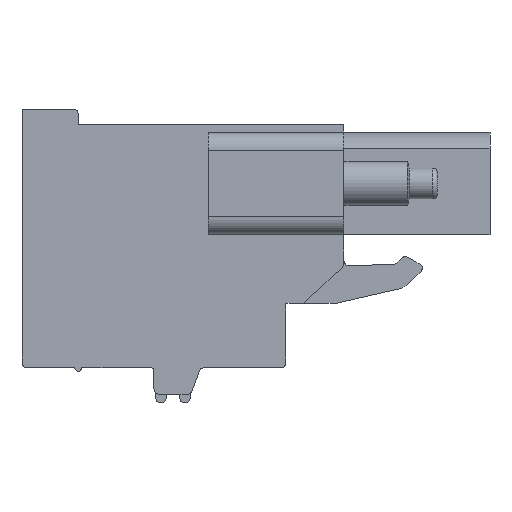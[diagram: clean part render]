
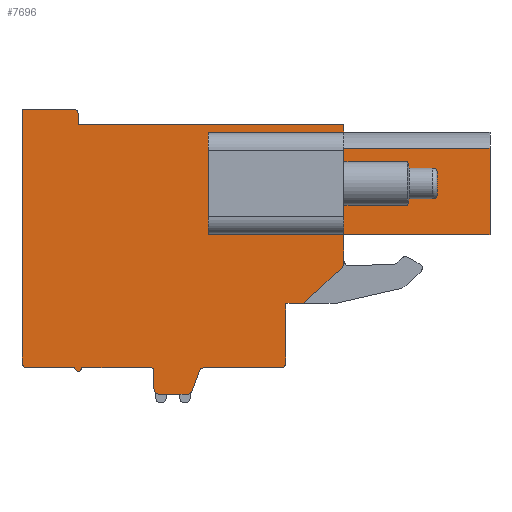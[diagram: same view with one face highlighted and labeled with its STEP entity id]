
A CAD part, left-side view. The second image highlights one B-rep face of the part: STEP entity #7696.
In plain terms, the highlighted planar face has unit normal (-1, 0, 0).
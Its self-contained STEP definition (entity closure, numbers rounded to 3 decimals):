
#1=DIRECTION('',(0.,0.,-1.));
#2=VECTOR('',#1,1.325);
#3=CARTESIAN_POINT('',(0.,-5.66,6.96));
#4=LINE('',#3,#2);
#5=DIRECTION('',(0.,1.,0.));
#6=VECTOR('',#5,8.3);
#7=CARTESIAN_POINT('',(0.,-13.96,5.635));
#8=LINE('',#7,#6);
#9=DIRECTION('',(0.,1.,0.));
#10=VECTOR('',#9,8.3);
#11=CARTESIAN_POINT('',(0.,-13.96,0.73));
#12=LINE('',#11,#10);
#13=DIRECTION('',(0.,0.,-1.));
#14=VECTOR('',#13,1.64);
#15=CARTESIAN_POINT('',(0.,-5.66,0.73));
#16=LINE('',#15,#14);
#17=CARTESIAN_POINT('',(0.,-5.36,-0.91));
#18=DIRECTION('',(1.,0.,0.));
#19=DIRECTION('',(0.,-1.,0.));
#20=AXIS2_PLACEMENT_3D('',#17,#18,#19);
#22=DIRECTION('',(0.,0.731,-0.683));
#23=VECTOR('',#22,3.018);
#24=CARTESIAN_POINT('',(0.,-5.565,-1.129));
#25=LINE('',#24,#23);
#26=DIRECTION('',(0.,1.,0.));
#27=VECTOR('',#26,1.);
#28=CARTESIAN_POINT('',(0.,-3.36,-3.19));
#29=LINE('',#28,#27);
#30=DIRECTION('',(0.,0.,-1.));
#31=VECTOR('',#30,0.5);
#32=CARTESIAN_POINT('',(0.,-2.36,-3.19));
#33=LINE('',#32,#31);
#34=DIRECTION('',(0.,0.,-1.));
#35=VECTOR('',#34,2.35);
#36=CARTESIAN_POINT('',(0.,-2.36,-3.69));
#37=LINE('',#36,#35);
#38=DIRECTION('',(0.,0.,-1.));
#39=VECTOR('',#38,0.5);
#40=CARTESIAN_POINT('',(0.,-2.36,-6.04));
#41=LINE('',#40,#39);
#42=CARTESIAN_POINT('',(0.,-2.06,-6.54));
#43=DIRECTION('',(1.,0.,0.));
#44=DIRECTION('',(0.,-1.,0.));
#45=AXIS2_PLACEMENT_3D('',#42,#43,#44);
#47=DIRECTION('',(0.,1.,0.));
#48=VECTOR('',#47,4.34);
#49=CARTESIAN_POINT('',(0.,-2.06,-6.84));
#50=LINE('',#49,#48);
#51=CARTESIAN_POINT('',(0.,2.28,-7.14));
#52=DIRECTION('',(-1.,0.,0.));
#53=DIRECTION('',(0.,0.,1.));
#54=AXIS2_PLACEMENT_3D('',#51,#52,#53);
#56=DIRECTION('',(0.,0.345,-0.939));
#57=VECTOR('',#56,1.179);
#58=CARTESIAN_POINT('',(0.,2.562,-7.037));
#59=LINE('',#58,#57);
#60=CARTESIAN_POINT('',(0.,3.25,-8.04));
#61=DIRECTION('',(1.,0.,0.));
#62=DIRECTION('',(0.,-0.939,-0.345));
#63=AXIS2_PLACEMENT_3D('',#60,#61,#62);
#65=DIRECTION('',(0.,1.,0.));
#66=VECTOR('',#65,1.59);
#67=CARTESIAN_POINT('',(0.,3.25,-8.34));
#68=LINE('',#67,#66);
#69=CARTESIAN_POINT('',(0.,4.84,-8.04));
#70=DIRECTION('',(1.,0.,0.));
#71=DIRECTION('',(0.,0.,-1.));
#72=AXIS2_PLACEMENT_3D('',#69,#70,#71);
#74=DIRECTION('',(0.,0.,1.));
#75=VECTOR('',#74,1.);
#76=CARTESIAN_POINT('',(0.,5.14,-8.04));
#77=LINE('',#76,#75);
#78=CARTESIAN_POINT('',(0.,5.34,-7.04));
#79=DIRECTION('',(-1.,0.,0.));
#80=DIRECTION('',(0.,-1.,0.));
#81=AXIS2_PLACEMENT_3D('',#78,#79,#80);
#83=DIRECTION('',(0.,1.,0.));
#84=VECTOR('',#83,3.9);
#85=CARTESIAN_POINT('',(0.,5.34,-6.84));
#86=LINE('',#85,#84);
#87=CARTESIAN_POINT('',(0.,9.44,-6.84));
#88=DIRECTION('',(1.,0.,0.));
#89=DIRECTION('',(0.,-1.,0.));
#90=AXIS2_PLACEMENT_3D('',#87,#88,#89);
#92=DIRECTION('',(0.,1.,0.));
#93=VECTOR('',#92,2.7);
#94=CARTESIAN_POINT('',(0.,9.64,-6.84));
#95=LINE('',#94,#93);
#96=CARTESIAN_POINT('',(0.,12.34,-6.54));
#97=DIRECTION('',(1.,0.,0.));
#98=DIRECTION('',(0.,0.,-1.));
#99=AXIS2_PLACEMENT_3D('',#96,#97,#98);
#101=DIRECTION('',(0.,0.,1.));
#102=VECTOR('',#101,0.5);
#103=CARTESIAN_POINT('',(0.,12.64,-6.54));
#104=LINE('',#103,#102);
#105=DIRECTION('',(0.,0.,1.));
#106=VECTOR('',#105,13.9);
#107=CARTESIAN_POINT('',(0.,12.64,-6.04));
#108=LINE('',#107,#106);
#109=DIRECTION('',(0.,-1.,0.));
#110=VECTOR('',#109,2.9);
#111=CARTESIAN_POINT('',(0.,12.64,7.86));
#112=LINE('',#111,#110);
#113=CARTESIAN_POINT('',(0.,9.74,7.56));
#114=DIRECTION('',(1.,0.,0.));
#115=DIRECTION('',(0.,0.,1.));
#116=AXIS2_PLACEMENT_3D('',#113,#114,#115);
#118=DIRECTION('',(0.,0.,-1.));
#119=VECTOR('',#118,0.6);
#120=CARTESIAN_POINT('',(0.,9.44,7.56));
#121=LINE('',#120,#119);
#122=DIRECTION('',(0.,-1.,0.));
#123=VECTOR('',#122,15.1);
#124=CARTESIAN_POINT('',(0.,9.44,6.96));
#125=LINE('',#124,#123);
#126=DIRECTION('',(0.,-1.,0.));
#127=VECTOR('',#126,6.1);
#128=CARTESIAN_POINT('',(0.,2.04,0.73));
#129=LINE('',#128,#127);
#130=DIRECTION('',(0.,0.,1.));
#131=VECTOR('',#130,5.8);
#132=CARTESIAN_POINT('',(0.,-4.06,0.73));
#133=LINE('',#132,#131);
#134=DIRECTION('',(0.,1.,0.));
#135=VECTOR('',#134,6.1);
#136=CARTESIAN_POINT('',(0.,-4.06,6.53));
#137=LINE('',#136,#135);
#4679=DIRECTION('',(0.,0.,1.));
#4680=VECTOR('',#4679,4.905);
#4681=CARTESIAN_POINT('',(0.,-13.96,0.73));
#4682=LINE('',#4681,#4680);
#5550=DIRECTION('',(0.,0.,1.));
#5551=VECTOR('',#5550,5.8);
#5552=CARTESIAN_POINT('',(0.,2.04,0.73));
#5553=LINE('',#5552,#5551);
#5811=CARTESIAN_POINT('',(0.,12.34,-6.84));
#5812=CARTESIAN_POINT('',(0.,12.64,-6.54));
#5813=VERTEX_POINT('',#5811);
#5814=VERTEX_POINT('',#5812);
#5815=CARTESIAN_POINT('',(0.,12.64,-6.04));
#5816=VERTEX_POINT('',#5815);
#5817=CARTESIAN_POINT('',(0.,12.64,7.86));
#5818=VERTEX_POINT('',#5817);
#5819=CARTESIAN_POINT('',(0.,9.74,7.86));
#5820=VERTEX_POINT('',#5819);
#5821=CARTESIAN_POINT('',(0.,9.44,7.56));
#5822=VERTEX_POINT('',#5821);
#5823=CARTESIAN_POINT('',(0.,9.44,6.96));
#5824=VERTEX_POINT('',#5823);
#5825=CARTESIAN_POINT('',(0.,-5.66,6.96));
#5826=VERTEX_POINT('',#5825);
#5827=CARTESIAN_POINT('',(0.,-5.66,-0.91));
#5828=CARTESIAN_POINT('',(0.,-5.565,-1.129));
#5829=VERTEX_POINT('',#5827);
#5830=VERTEX_POINT('',#5828);
#5831=CARTESIAN_POINT('',(0.,-3.36,-3.19));
#5832=VERTEX_POINT('',#5831);
#5833=CARTESIAN_POINT('',(0.,-2.36,-3.19));
#5834=VERTEX_POINT('',#5833);
#5835=CARTESIAN_POINT('',(0.,-2.36,-3.69));
#5836=VERTEX_POINT('',#5835);
#5837=CARTESIAN_POINT('',(0.,-2.36,-6.04));
#5838=VERTEX_POINT('',#5837);
#5839=CARTESIAN_POINT('',(0.,-2.36,-6.54));
#5840=VERTEX_POINT('',#5839);
#5841=CARTESIAN_POINT('',(0.,-2.06,-6.84));
#5842=VERTEX_POINT('',#5841);
#5843=CARTESIAN_POINT('',(0.,2.28,-6.84));
#5844=VERTEX_POINT('',#5843);
#5845=CARTESIAN_POINT('',(0.,2.562,-7.037));
#5846=VERTEX_POINT('',#5845);
#5847=CARTESIAN_POINT('',(0.,2.968,-8.143));
#5848=VERTEX_POINT('',#5847);
#5849=CARTESIAN_POINT('',(0.,3.25,-8.34));
#5850=VERTEX_POINT('',#5849);
#5851=CARTESIAN_POINT('',(0.,4.84,-8.34));
#5852=VERTEX_POINT('',#5851);
#5853=CARTESIAN_POINT('',(0.,5.14,-8.04));
#5854=VERTEX_POINT('',#5853);
#5855=CARTESIAN_POINT('',(0.,5.14,-7.04));
#5856=VERTEX_POINT('',#5855);
#5857=CARTESIAN_POINT('',(0.,5.34,-6.84));
#5858=VERTEX_POINT('',#5857);
#5859=CARTESIAN_POINT('',(0.,9.24,-6.84));
#5860=VERTEX_POINT('',#5859);
#5861=CARTESIAN_POINT('',(0.,9.64,-6.84));
#5862=VERTEX_POINT('',#5861);
#5939=CARTESIAN_POINT('',(0.,-13.96,0.73));
#5940=VERTEX_POINT('',#5939);
#5941=CARTESIAN_POINT('',(0.,-5.66,0.73));
#5942=VERTEX_POINT('',#5941);
#6171=CARTESIAN_POINT('',(0.,-13.96,5.635));
#6173=VERTEX_POINT('',#6171);
#7455=CARTESIAN_POINT('',(0.,2.04,0.73));
#7456=CARTESIAN_POINT('',(0.,2.04,6.53));
#7457=VERTEX_POINT('',#7455);
#7458=VERTEX_POINT('',#7456);
#7463=CARTESIAN_POINT('',(0.,-4.06,0.73));
#7465=VERTEX_POINT('',#7463);
#7467=CARTESIAN_POINT('',(0.,-4.06,6.53));
#7469=VERTEX_POINT('',#7467);
#7471=CARTESIAN_POINT('',(0.,-5.66,5.635));
#7472=VERTEX_POINT('',#7471);
#7619=CARTESIAN_POINT('',(0.,0.,0.));
#7620=DIRECTION('',(1.,0.,0.));
#7621=DIRECTION('',(0.,-1.,0.));
#7622=AXIS2_PLACEMENT_3D('',#7619,#7620,#7621);
#7623=PLANE('',#7622);
#7625=ORIENTED_EDGE('',*,*,#7624,.T.);
#7627=ORIENTED_EDGE('',*,*,#7626,.F.);
#7629=ORIENTED_EDGE('',*,*,#7628,.F.);
#7631=ORIENTED_EDGE('',*,*,#7630,.T.);
#7633=ORIENTED_EDGE('',*,*,#7632,.T.);
#7635=ORIENTED_EDGE('',*,*,#7634,.T.);
#7637=ORIENTED_EDGE('',*,*,#7636,.T.);
#7639=ORIENTED_EDGE('',*,*,#7638,.T.);
#7641=ORIENTED_EDGE('',*,*,#7640,.T.);
#7643=ORIENTED_EDGE('',*,*,#7642,.T.);
#7645=ORIENTED_EDGE('',*,*,#7644,.T.);
#7647=ORIENTED_EDGE('',*,*,#7646,.T.);
#7649=ORIENTED_EDGE('',*,*,#7648,.T.);
#7651=ORIENTED_EDGE('',*,*,#7650,.T.);
#7653=ORIENTED_EDGE('',*,*,#7652,.T.);
#7655=ORIENTED_EDGE('',*,*,#7654,.T.);
#7657=ORIENTED_EDGE('',*,*,#7656,.T.);
#7659=ORIENTED_EDGE('',*,*,#7658,.T.);
#7661=ORIENTED_EDGE('',*,*,#7660,.T.);
#7663=ORIENTED_EDGE('',*,*,#7662,.T.);
#7665=ORIENTED_EDGE('',*,*,#7664,.T.);
#7667=ORIENTED_EDGE('',*,*,#7666,.T.);
#7669=ORIENTED_EDGE('',*,*,#7668,.T.);
#7671=ORIENTED_EDGE('',*,*,#7670,.T.);
#7673=ORIENTED_EDGE('',*,*,#7672,.T.);
#7675=ORIENTED_EDGE('',*,*,#7674,.T.);
#7677=ORIENTED_EDGE('',*,*,#7676,.T.);
#7679=ORIENTED_EDGE('',*,*,#7678,.T.);
#7681=ORIENTED_EDGE('',*,*,#7680,.T.);
#7683=ORIENTED_EDGE('',*,*,#7682,.T.);
#7684=EDGE_LOOP('',(#7625,#7627,#7629,#7631,#7633,#7635,#7637,#7639,#7641,#7643,
#7645,#7647,#7649,#7651,#7653,#7655,#7657,#7659,#7661,#7663,#7665,#7667,#7669,
#7671,#7673,#7675,#7677,#7679,#7681,#7683));
#7685=FACE_OUTER_BOUND('',#7684,.F.);
#7687=ORIENTED_EDGE('',*,*,#7686,.T.);
#7689=ORIENTED_EDGE('',*,*,#7688,.T.);
#7691=ORIENTED_EDGE('',*,*,#7690,.T.);
#7693=ORIENTED_EDGE('',*,*,#7692,.F.);
#7694=EDGE_LOOP('',(#7687,#7689,#7691,#7693));
#7695=FACE_BOUND('',#7694,.F.);
#7696=ADVANCED_FACE('',(#7685,#7695),#7623,.F.);
#21=CIRCLE('',#20,0.3);
#46=CIRCLE('',#45,0.3);
#55=CIRCLE('',#54,0.3);
#64=CIRCLE('',#63,0.3);
#73=CIRCLE('',#72,0.3);
#82=CIRCLE('',#81,0.2);
#91=CIRCLE('',#90,0.2);
#100=CIRCLE('',#99,0.3);
#117=CIRCLE('',#116,0.3);
#7624=EDGE_CURVE('',#5826,#7472,#4,.T.);
#7626=EDGE_CURVE('',#6173,#7472,#8,.T.);
#7628=EDGE_CURVE('',#5940,#6173,#4682,.T.);
#7630=EDGE_CURVE('',#5940,#5942,#12,.T.);
#7632=EDGE_CURVE('',#5942,#5829,#16,.T.);
#7634=EDGE_CURVE('',#5829,#5830,#21,.T.);
#7636=EDGE_CURVE('',#5830,#5832,#25,.T.);
#7638=EDGE_CURVE('',#5832,#5834,#29,.T.);
#7640=EDGE_CURVE('',#5834,#5836,#33,.T.);
#7642=EDGE_CURVE('',#5836,#5838,#37,.T.);
#7644=EDGE_CURVE('',#5838,#5840,#41,.T.);
#7646=EDGE_CURVE('',#5840,#5842,#46,.T.);
#7648=EDGE_CURVE('',#5842,#5844,#50,.T.);
#7650=EDGE_CURVE('',#5844,#5846,#55,.T.);
#7652=EDGE_CURVE('',#5846,#5848,#59,.T.);
#7654=EDGE_CURVE('',#5848,#5850,#64,.T.);
#7656=EDGE_CURVE('',#5850,#5852,#68,.T.);
#7658=EDGE_CURVE('',#5852,#5854,#73,.T.);
#7660=EDGE_CURVE('',#5854,#5856,#77,.T.);
#7662=EDGE_CURVE('',#5856,#5858,#82,.T.);
#7664=EDGE_CURVE('',#5858,#5860,#86,.T.);
#7666=EDGE_CURVE('',#5860,#5862,#91,.T.);
#7668=EDGE_CURVE('',#5862,#5813,#95,.T.);
#7670=EDGE_CURVE('',#5813,#5814,#100,.T.);
#7672=EDGE_CURVE('',#5814,#5816,#104,.T.);
#7674=EDGE_CURVE('',#5816,#5818,#108,.T.);
#7676=EDGE_CURVE('',#5818,#5820,#112,.T.);
#7678=EDGE_CURVE('',#5820,#5822,#117,.T.);
#7680=EDGE_CURVE('',#5822,#5824,#121,.T.);
#7682=EDGE_CURVE('',#5824,#5826,#125,.T.);
#7686=EDGE_CURVE('',#7457,#7465,#129,.T.);
#7688=EDGE_CURVE('',#7465,#7469,#133,.T.);
#7690=EDGE_CURVE('',#7469,#7458,#137,.T.);
#7692=EDGE_CURVE('',#7457,#7458,#5553,.T.);
